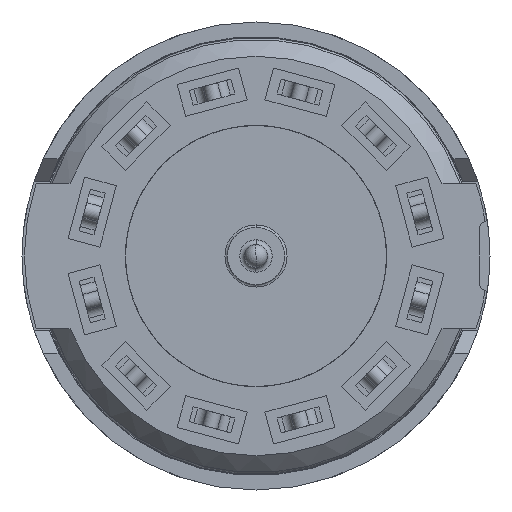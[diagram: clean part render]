
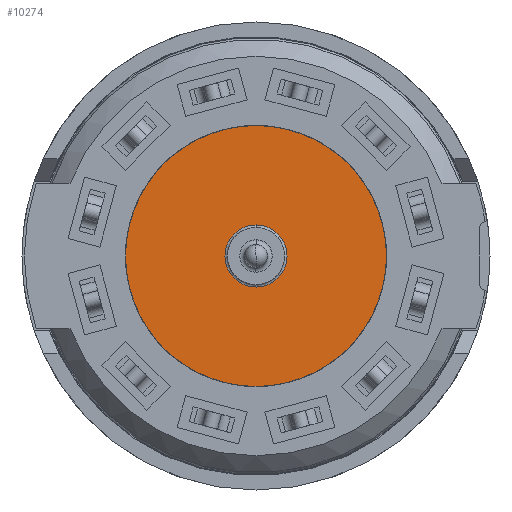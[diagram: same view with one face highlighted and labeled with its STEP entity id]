
A CAD part, front view. The second image highlights one B-rep face of the part: STEP entity #10274.
In plain terms, the highlighted planar face has unit normal (0, -1, 0).
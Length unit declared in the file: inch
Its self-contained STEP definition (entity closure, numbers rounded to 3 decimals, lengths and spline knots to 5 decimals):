
#10078=CARTESIAN_POINT('',(0.,-0.287,0.));
#10079=DIRECTION('',(0.,1.,0.));
#10080=DIRECTION('',(0.,0.,1.));
#10081=AXIS2_PLACEMENT_3D('',#10078,#10079,#10080);
#10083=CARTESIAN_POINT('',(0.,-0.287,0.));
#10084=DIRECTION('',(0.,1.,0.));
#10085=DIRECTION('',(0.,0.,-1.));
#10086=AXIS2_PLACEMENT_3D('',#10083,#10084,#10085);
#10088=CARTESIAN_POINT('',(0.,-0.287,0.));
#10089=DIRECTION('',(0.,-1.,0.));
#10090=DIRECTION('',(0.,0.,1.));
#10091=AXIS2_PLACEMENT_3D('',#10088,#10089,#10090);
#10093=CARTESIAN_POINT('',(0.,-0.287,0.));
#10094=DIRECTION('',(0.,-1.,0.));
#10095=DIRECTION('',(0.,0.,-1.));
#10096=AXIS2_PLACEMENT_3D('',#10093,#10094,#10095);
#10178=CARTESIAN_POINT('',(0.,-0.287,-0.141));
#10179=CARTESIAN_POINT('',(0.,-0.287,0.141));
#10180=VERTEX_POINT('',#10178);
#10181=VERTEX_POINT('',#10179);
#10188=CARTESIAN_POINT('',(0.,-0.287,0.0335));
#10189=CARTESIAN_POINT('',(0.,-0.287,-0.0335));
#10190=VERTEX_POINT('',#10188);
#10191=VERTEX_POINT('',#10189);
#10257=CARTESIAN_POINT('',(0.,-0.287,0.));
#10258=DIRECTION('',(0.,1.,0.));
#10259=DIRECTION('',(0.,0.,-1.));
#10260=AXIS2_PLACEMENT_3D('',#10257,#10258,#10259);
#10261=PLANE('',#10260);
#10263=ORIENTED_EDGE('',*,*,#10262,.T.);
#10265=ORIENTED_EDGE('',*,*,#10264,.T.);
#10266=EDGE_LOOP('',(#10263,#10265));
#10267=FACE_OUTER_BOUND('',#10266,.F.);
#10269=ORIENTED_EDGE('',*,*,#10268,.T.);
#10271=ORIENTED_EDGE('',*,*,#10270,.T.);
#10272=EDGE_LOOP('',(#10269,#10271));
#10273=FACE_BOUND('',#10272,.F.);
#10274=ADVANCED_FACE('',(#10267,#10273),#10261,.F.);
#10082=CIRCLE('',#10081,0.141);
#10087=CIRCLE('',#10086,0.141);
#10092=CIRCLE('',#10091,0.0335);
#10097=CIRCLE('',#10096,0.0335);
#10262=EDGE_CURVE('',#10181,#10180,#10082,.T.);
#10264=EDGE_CURVE('',#10180,#10181,#10087,.T.);
#10268=EDGE_CURVE('',#10190,#10191,#10092,.T.);
#10270=EDGE_CURVE('',#10191,#10190,#10097,.T.);
